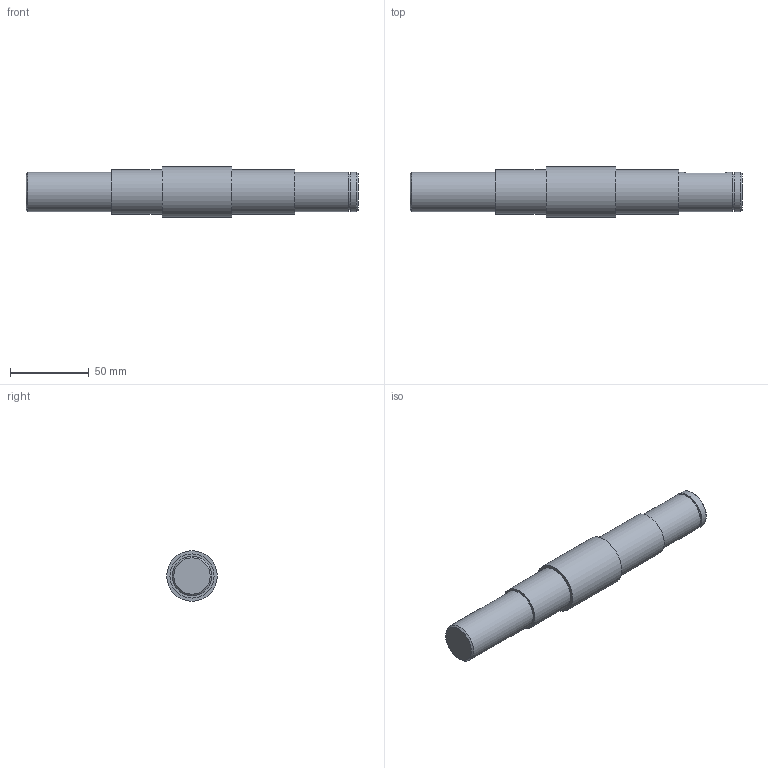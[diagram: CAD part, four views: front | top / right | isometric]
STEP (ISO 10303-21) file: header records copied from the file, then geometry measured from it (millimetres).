
FILE_DESCRIPTION(('STEP AP242'), '1');
FILE_NAME('gear_shaft', '2025-04-06T09:46:34', ('Alex'), (''), 'C3D Converter', 'C3D Toolkit', '');
FILE_SCHEMA(('AP242_MANAGED_MODEL_BASED_3D_ENGINEERING_MIM_LF { 1 0 10303 442 1 1 4 }'));
Length unit declared in the file: millimetre
Bounding box: 210.5 x 32 x 32 mm (x, y, z)
Volume: 125144.3 mm3; surface area: 20051.4 mm2
Topology: 1 solids, 1 shells, 26 faces, 45 edges, 30 vertices
Faces by surface type: plane 11, cylinder 11, torus 2, cone 2
Full cylindrical faces by diameter (mm): 23 x1, 25 x3, 28 x2, 32 x1
Entity records: 858 total; most frequent: CARTESIAN_POINT 329, DIRECTION 112, ORIENTED_EDGE 72, AXIS2_PLACEMENT_3D 51, EDGE_LOOP 42, EDGE_CURVE 36, VERTEX_POINT 28, ADVANCED_FACE 26
